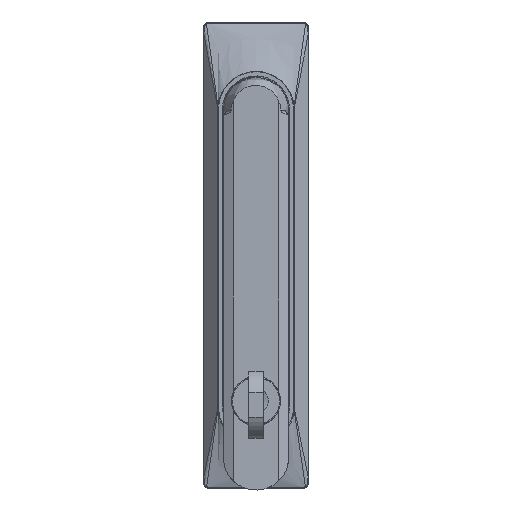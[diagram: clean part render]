
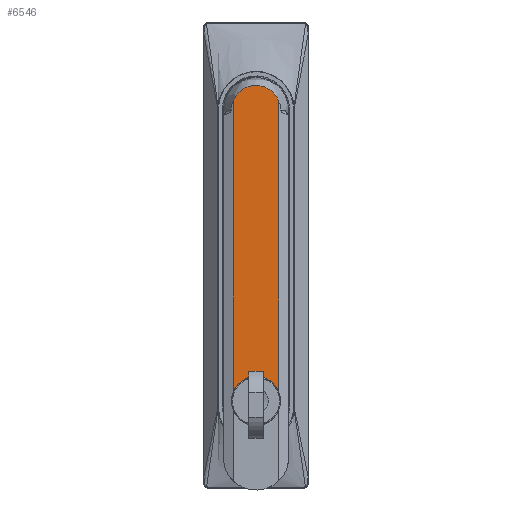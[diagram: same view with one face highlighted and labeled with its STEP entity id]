
A CAD part, front view. The second image highlights one B-rep face of the part: STEP entity #6546.
In plain terms, the highlighted free-form (B-spline) face has degree [1, 1] with [2, 2] control points.
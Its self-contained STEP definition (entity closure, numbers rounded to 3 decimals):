
#4388=CARTESIAN_POINT('',(7.75,-11.,-96.63));
#4389=VERTEX_POINT('',#4388);
#4403=CARTESIAN_POINT('',(7.247,-11.,-95.652));
#4404=VERTEX_POINT('',#4403);
#4405=CARTESIAN_POINT('',(7.75,-11.,-96.63));
#4406=CARTESIAN_POINT('',(7.53,-11.,-96.125));
#4407=CARTESIAN_POINT('',(7.247,-11.,-95.652));
#4415=(BOUNDED_CURVE()B_SPLINE_CURVE(2,(#4405,#4406,#4407),.UNSPECIFIED.,.F.,.U.)B_SPLINE_CURVE_WITH_KNOTS((3,3),(0.0,0.058),.UNSPECIFIED.)CURVE()GEOMETRIC_REPRESENTATION_ITEM()RATIONAL_B_SPLINE_CURVE((1.0,0.981,0.966))REPRESENTATION_ITEM(''));
#4416=EDGE_CURVE('',#4389,#4404,#4415,.T.);
#4448=CARTESIAN_POINT('',(-7.75,-11.,-96.635));
#4449=VERTEX_POINT('',#4448);
#4450=CARTESIAN_POINT('',(7.247,-11.,-95.652));
#4451=CARTESIAN_POINT('',(6.85,-11.,-94.991));
#4452=CARTESIAN_POINT('',(6.087,-11.,-94.043));
#4453=CARTESIAN_POINT('',(4.845,-11.,-93.04));
#4454=CARTESIAN_POINT('',(3.763,-11.,-92.4));
#4455=CARTESIAN_POINT('',(2.554,-11.,-91.906));
#4456=CARTESIAN_POINT('',(0.903,-11.,-91.526));
#4457=CARTESIAN_POINT('',(-0.801,-11.,-91.521));
#4458=CARTESIAN_POINT('',(-2.456,-11.,-91.876));
#4459=CARTESIAN_POINT('',(-4.033,-11.,-92.494));
#4460=CARTESIAN_POINT('',(-5.443,-11.,-93.451));
#4461=CARTESIAN_POINT('',(-6.81,-11.,-94.888));
#4462=CARTESIAN_POINT('',(-7.443,-11.,-95.927));
#4463=CARTESIAN_POINT('',(-7.75,-11.,-96.635));
#4464=B_SPLINE_CURVE_WITH_KNOTS('',3,(#4450,#4451,#4452,#4453,#4454,#4455,#4456,#4457,#4458,#4459,#4460,#4461,#4462,#4463),.UNSPECIFIED.,.F.,.U.,(4,1,1,1,1,1,1,1,1,1,1,4),(0.,2.315,3.617,4.775,6.077,7.524,9.838,11.141,12.587,14.902,16.205,18.519),.UNSPECIFIED.);
#4465=EDGE_CURVE('',#4404,#4449,#4464,.T.);
#6505=CARTESIAN_POINT('',(-8.524,-11.,-101.873));
#6506=CARTESIAN_POINT('',(8.524,-11.,-101.873));
#6507=CARTESIAN_POINT('',(-8.524,-11.,13.465));
#6508=CARTESIAN_POINT('',(8.524,-11.,13.465));
#6509=B_SPLINE_SURFACE_WITH_KNOTS('',1,1,((#6505,#6507),(#6506,#6508)),.UNSPECIFIED.,.F.,.F.,.U.,(2,2),(2,2),(0.0,17.048),(0.0,115.338),.UNSPECIFIED.);
#6510=ORIENTED_EDGE('',*,*,#4465,.F.);
#6511=ORIENTED_EDGE('',*,*,#4416,.F.);
#6512=CARTESIAN_POINT('',(7.75,-11.,2.76));
#6513=VERTEX_POINT('',#6512);
#6514=CARTESIAN_POINT('',(7.75,-11.,2.76));
#6515=CARTESIAN_POINT('',(7.75,-11.,-96.63));
#6516=QUASI_UNIFORM_CURVE('',1,(#6514,#6515),.UNSPECIFIED.,.F.,.U.);
#6517=EDGE_CURVE('',#6513,#4389,#6516,.T.);
#6518=ORIENTED_EDGE('',*,*,#6517,.F.);
#6519=CARTESIAN_POINT('',(-7.75,-11.,2.76));
#6520=VERTEX_POINT('',#6519);
#6521=CARTESIAN_POINT('',(7.75,-11.,2.76));
#6522=CARTESIAN_POINT('',(7.477,-11.,3.529));
#6523=CARTESIAN_POINT('',(6.861,-11.,4.679));
#6524=CARTESIAN_POINT('',(5.738,-11.,5.943));
#6525=CARTESIAN_POINT('',(4.677,-11.,6.813));
#6526=CARTESIAN_POINT('',(3.326,-11.,7.592));
#6527=CARTESIAN_POINT('',(1.736,-11.,8.105));
#6528=CARTESIAN_POINT('',(0.211,-11.,8.259));
#6529=CARTESIAN_POINT('',(-1.369,-11.,8.168));
#6530=CARTESIAN_POINT('',(-3.014,-11.,7.74));
#6531=CARTESIAN_POINT('',(-4.669,-11.,6.848));
#6532=CARTESIAN_POINT('',(-5.837,-11.,5.853));
#6533=CARTESIAN_POINT('',(-6.938,-11.,4.538));
#6534=CARTESIAN_POINT('',(-7.485,-11.,3.504));
#6535=CARTESIAN_POINT('',(-7.75,-11.,2.76));
#6536=B_SPLINE_CURVE_WITH_KNOTS('',3,(#6521,#6522,#6523,#6524,#6525,#6526,#6527,#6528,#6529,#6530,#6531,#6532,#6533,#6534,#6535),.UNSPECIFIED.,.F.,.U.,(4,1,1,1,1,1,1,1,1,1,1,1,4),(0.,2.448,3.869,5.054,6.554,8.529,10.029,11.135,13.267,15.083,16.742,17.847,20.216),.UNSPECIFIED.);
#6537=EDGE_CURVE('',#6513,#6520,#6536,.T.);
#6538=ORIENTED_EDGE('',*,*,#6537,.T.);
#6539=CARTESIAN_POINT('',(-7.75,-11.,2.76));
#6540=CARTESIAN_POINT('',(-7.75,-11.,-96.635));
#6541=QUASI_UNIFORM_CURVE('',1,(#6539,#6540),.UNSPECIFIED.,.F.,.U.);
#6542=EDGE_CURVE('',#6520,#4449,#6541,.T.);
#6543=ORIENTED_EDGE('',*,*,#6542,.T.);
#6544=EDGE_LOOP('',(#6510,#6511,#6518,#6538,#6543));
#6545=FACE_OUTER_BOUND('',#6544,.T.);
#6546=ADVANCED_FACE('',(#6545),#6509,.T.);
